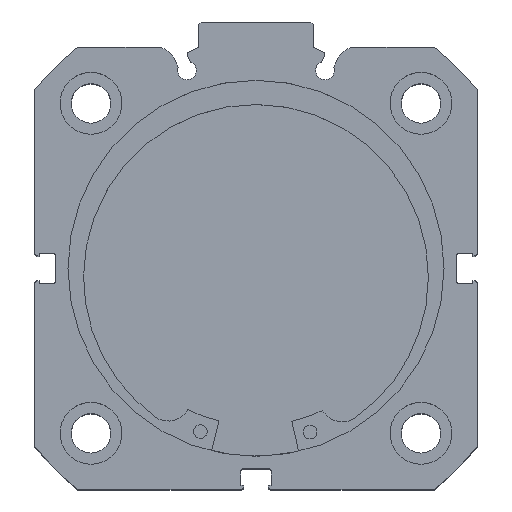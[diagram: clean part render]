
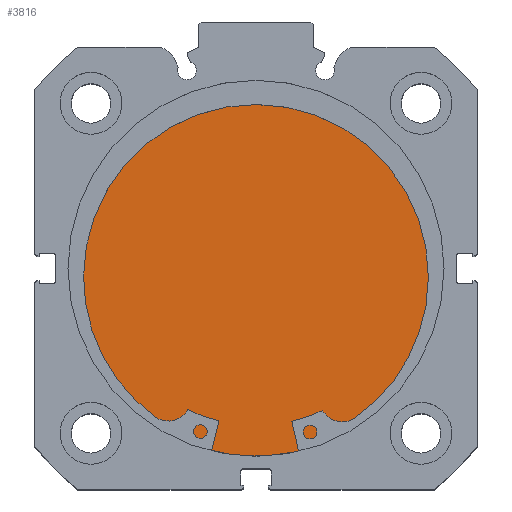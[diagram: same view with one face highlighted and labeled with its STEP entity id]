
A CAD part, top view. The second image highlights one B-rep face of the part: STEP entity #3816.
In plain terms, the highlighted face is planar.
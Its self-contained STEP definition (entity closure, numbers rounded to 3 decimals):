
#639 = CARTESIAN_POINT ( 'NONE',  ( 12., 0., 0. ) ) ;
#644 = DIRECTION ( 'NONE',  ( -1., 0., 0. ) ) ;
#645 = DIRECTION ( 'NONE',  ( 0., 0., 1. ) ) ;
#672 = CARTESIAN_POINT ( 'NONE',  ( 12., 0., 0. ) ) ;
#673 = DIRECTION ( 'NONE',  ( -1., 0., 0. ) ) ;
#674 = DIRECTION ( 'NONE',  ( 0., 0., 1. ) ) ;
#785 = CARTESIAN_POINT ( 'NONE',  ( 12., 0., 41. ) ) ;
#794 = CARTESIAN_POINT ( 'NONE',  ( 12., 0., -41. ) ) ;
#1570 = CIRCLE ( 'NONE', #6861, 41. ) ;
#1584 = CIRCLE ( 'NONE', #6869, 41. ) ;
#3018 = DIRECTION ( 'NONE',  ( -1., 0., 0. ) ) ;
#3083 = DIRECTION ( 'NONE',  ( 0., 0., 1. ) ) ;
#3342 = CARTESIAN_POINT ( 'NONE',  ( 12., 41., 0. ) ) ;
#3347 = PLANE ( 'NONE',  #6656 ) ;
#3816 = ADVANCED_FACE ( 'NONE', ( #6086 ), #3347, .F. ) ;
#4299 = EDGE_CURVE ( 'NONE', #4477, #4489, #1570, .T. ) ;
#4310 = EDGE_CURVE ( 'NONE', #4489, #4477, #1584, .T. ) ;
#4477 = VERTEX_POINT ( 'NONE', #785 ) ;
#4489 = VERTEX_POINT ( 'NONE', #794 ) ;
#4690 = ORIENTED_EDGE ( 'NONE', *, *, #4299, .F. ) ;
#4789 = ORIENTED_EDGE ( 'NONE', *, *, #4310, .F. ) ;
#4952 = EDGE_LOOP ( 'NONE', ( #4690, #4789 ) ) ;
#6086 = FACE_OUTER_BOUND ( 'NONE', #4952, .T. ) ;
#6656 = AXIS2_PLACEMENT_3D ( 'NONE', #3342, #3018, #3083 ) ;
#6861 = AXIS2_PLACEMENT_3D ( 'NONE', #639, #644, #645 ) ;
#6869 = AXIS2_PLACEMENT_3D ( 'NONE', #672, #673, #674 ) ;
